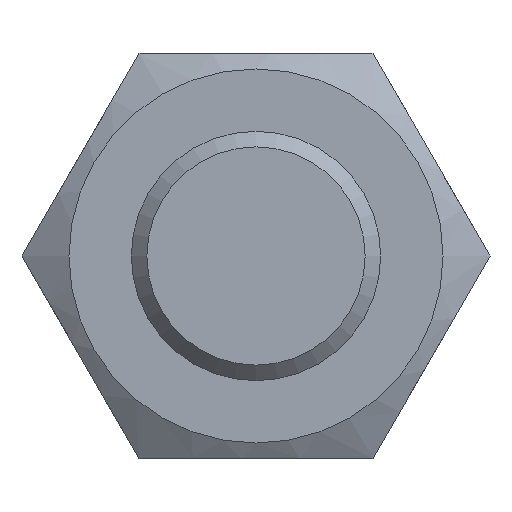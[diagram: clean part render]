
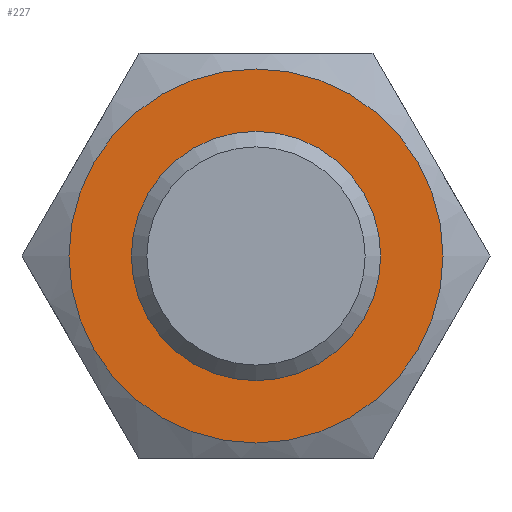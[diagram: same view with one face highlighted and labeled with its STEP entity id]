
A CAD part, left-side view. The second image highlights one B-rep face of the part: STEP entity #227.
In plain terms, the highlighted planar face has unit normal (-1, 0, 0).
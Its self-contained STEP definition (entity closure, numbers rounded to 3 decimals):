
#227 = ADVANCED_FACE('',(#228,#263),#241,.T.);
#228 = FACE_BOUND('',#229,.T.);
#229 = EDGE_LOOP('',(#230));
#230 = ORIENTED_EDGE('',*,*,#231,.T.);
#231 = EDGE_CURVE('',#232,#232,#234,.T.);
#232 = VERTEX_POINT('',#233);
#233 = CARTESIAN_POINT('',(15.395,6.,0.));
#234 = SURFACE_CURVE('',#235,(#240,#252),.PCURVE_S1.);
#235 = CIRCLE('',#236,6.);
#236 = AXIS2_PLACEMENT_3D('',#237,#238,#239);
#237 = CARTESIAN_POINT('',(15.395,0.,0.));
#238 = DIRECTION('',(-1.,0.,0.));
#239 = DIRECTION('',(0.,1.,0.));
#240 = PCURVE('',#241,#246);
#241 = PLANE('',#242);
#242 = AXIS2_PLACEMENT_3D('',#243,#244,#245);
#243 = CARTESIAN_POINT('',(15.395,0.,0.));
#244 = DIRECTION('',(-1.,0.,0.));
#245 = DIRECTION('',(0.,0.,-1.));
#246 = DEFINITIONAL_REPRESENTATION('',(#247),#251);
#247 = CIRCLE('',#248,6.);
#248 = AXIS2_PLACEMENT_2D('',#249,#250);
#249 = CARTESIAN_POINT('',(0.,0.));
#250 = DIRECTION('',(0.,-1.));
#251 = ( GEOMETRIC_REPRESENTATION_CONTEXT(2) 
PARAMETRIC_REPRESENTATION_CONTEXT() REPRESENTATION_CONTEXT('2D SPACE',''
  ) );
#252 = PCURVE('',#253,#258);
#253 = CONICAL_SURFACE('',#254,8.,1.047);
#254 = AXIS2_PLACEMENT_3D('',#255,#256,#257);
#255 = CARTESIAN_POINT('',(16.55,0.,0.));
#256 = DIRECTION('',(1.,0.,0.));
#257 = DIRECTION('',(0.,1.,0.));
#258 = DEFINITIONAL_REPRESENTATION('',(#259),#262);
#259 = B_SPLINE_CURVE_WITH_KNOTS('',1,(#260,#261),.UNSPECIFIED.,.F.,.F.,
  (2,2),(0.,6.283),.PIECEWISE_BEZIER_KNOTS.);
#260 = CARTESIAN_POINT('',(6.283,-1.155));
#261 = CARTESIAN_POINT('',(0.,-1.155));
#262 = ( GEOMETRIC_REPRESENTATION_CONTEXT(2) 
PARAMETRIC_REPRESENTATION_CONTEXT() REPRESENTATION_CONTEXT('2D SPACE',''
  ) );
#263 = FACE_BOUND('',#264,.T.);
#264 = EDGE_LOOP('',(#265,#295));
#265 = ORIENTED_EDGE('',*,*,#266,.F.);
#266 = EDGE_CURVE('',#267,#269,#271,.T.);
#267 = VERTEX_POINT('',#268);
#268 = CARTESIAN_POINT('',(15.395,-4.,0.));
#269 = VERTEX_POINT('',#270);
#270 = CARTESIAN_POINT('',(15.395,4.,0.));
#271 = SURFACE_CURVE('',#272,(#277,#284),.PCURVE_S1.);
#272 = CIRCLE('',#273,4.);
#273 = AXIS2_PLACEMENT_3D('',#274,#275,#276);
#274 = CARTESIAN_POINT('',(15.395,0.,0.));
#275 = DIRECTION('',(-1.,0.,0.));
#276 = DIRECTION('',(0.,1.,0.));
#277 = PCURVE('',#241,#278);
#278 = DEFINITIONAL_REPRESENTATION('',(#279),#283);
#279 = CIRCLE('',#280,4.);
#280 = AXIS2_PLACEMENT_2D('',#281,#282);
#281 = CARTESIAN_POINT('',(0.,0.));
#282 = DIRECTION('',(0.,-1.));
#283 = ( GEOMETRIC_REPRESENTATION_CONTEXT(2) 
PARAMETRIC_REPRESENTATION_CONTEXT() REPRESENTATION_CONTEXT('2D SPACE',''
  ) );
#284 = PCURVE('',#285,#290);
#285 = CYLINDRICAL_SURFACE('',#286,4.);
#286 = AXIS2_PLACEMENT_3D('',#287,#288,#289);
#287 = CARTESIAN_POINT('',(22.5,0.,0.));
#288 = DIRECTION('',(1.,0.,0.));
#289 = DIRECTION('',(0.,1.,0.));
#290 = DEFINITIONAL_REPRESENTATION('',(#291),#294);
#291 = B_SPLINE_CURVE_WITH_KNOTS('',1,(#292,#293),.UNSPECIFIED.,.F.,.F.,
  (2,2),(3.142,6.283),.PIECEWISE_BEZIER_KNOTS.);
#292 = CARTESIAN_POINT('',(3.142,-7.105));
#293 = CARTESIAN_POINT('',(0.,-7.105));
#294 = ( GEOMETRIC_REPRESENTATION_CONTEXT(2) 
PARAMETRIC_REPRESENTATION_CONTEXT() REPRESENTATION_CONTEXT('2D SPACE',''
  ) );
#295 = ORIENTED_EDGE('',*,*,#296,.F.);
#296 = EDGE_CURVE('',#269,#267,#297,.T.);
#297 = SURFACE_CURVE('',#298,(#303,#310),.PCURVE_S1.);
#298 = CIRCLE('',#299,4.);
#299 = AXIS2_PLACEMENT_3D('',#300,#301,#302);
#300 = CARTESIAN_POINT('',(15.395,0.,0.));
#301 = DIRECTION('',(-1.,0.,0.));
#302 = DIRECTION('',(0.,1.,0.));
#303 = PCURVE('',#241,#304);
#304 = DEFINITIONAL_REPRESENTATION('',(#305),#309);
#305 = CIRCLE('',#306,4.);
#306 = AXIS2_PLACEMENT_2D('',#307,#308);
#307 = CARTESIAN_POINT('',(0.,0.));
#308 = DIRECTION('',(0.,-1.));
#309 = ( GEOMETRIC_REPRESENTATION_CONTEXT(2) 
PARAMETRIC_REPRESENTATION_CONTEXT() REPRESENTATION_CONTEXT('2D SPACE',''
  ) );
#310 = PCURVE('',#285,#311);
#311 = DEFINITIONAL_REPRESENTATION('',(#312),#315);
#312 = B_SPLINE_CURVE_WITH_KNOTS('',1,(#313,#314),.UNSPECIFIED.,.F.,.F.,
  (2,2),(6.283,9.425),.PIECEWISE_BEZIER_KNOTS.);
#313 = CARTESIAN_POINT('',(6.283,-7.105));
#314 = CARTESIAN_POINT('',(3.142,-7.105));
#315 = ( GEOMETRIC_REPRESENTATION_CONTEXT(2) 
PARAMETRIC_REPRESENTATION_CONTEXT() REPRESENTATION_CONTEXT('2D SPACE',''
  ) );
